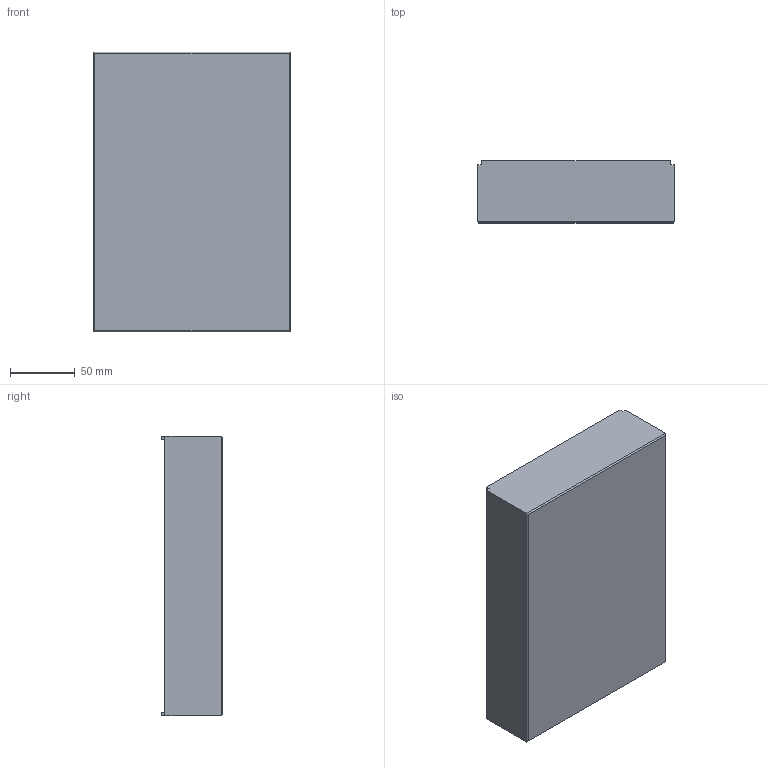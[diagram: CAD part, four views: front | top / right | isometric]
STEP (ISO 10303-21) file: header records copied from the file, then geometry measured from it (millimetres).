
FILE_DESCRIPTION(/* description */ (''),/* implementation_level */ '2;1');
FILE_NAME(/* name */ 'Dessicant Tray v4.step',/* time_stamp */ '2023-12-10T07:29:12-07:00',/* author */ (''),/* organization */ (''),/* preprocessor_version */ 'ST-DEVELOPER v20',/* originating_system */ 'Autodesk Translation Framework v12.14.0.127',/* authorisation */ '');
FILE_SCHEMA (('AUTOMOTIVE_DESIGN { 1 0 10303 214 3 1 1 }'));
Length unit declared in the file: millimetre
Products named in the file (1): Dessicant Tray
Bounding box: 152.4 x 48 x 217 mm (x, y, z)
Volume: 340627.5 mm3; surface area: 227132.4 mm2
Topology: 1 solids, 1 shells, 61 faces, 148 edges, 96 vertices
Faces by surface type: plane 61
Entity records: 1771 total; most frequent: CARTESIAN_POINT 306, ORIENTED_EDGE 296, DIRECTION 272, LINE 148, VECTOR 148, EDGE_CURVE 148, VERTEX_POINT 96, EDGE_LOOP 68
